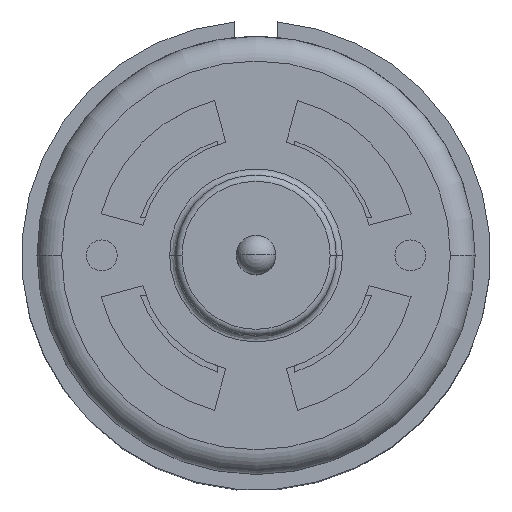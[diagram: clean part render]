
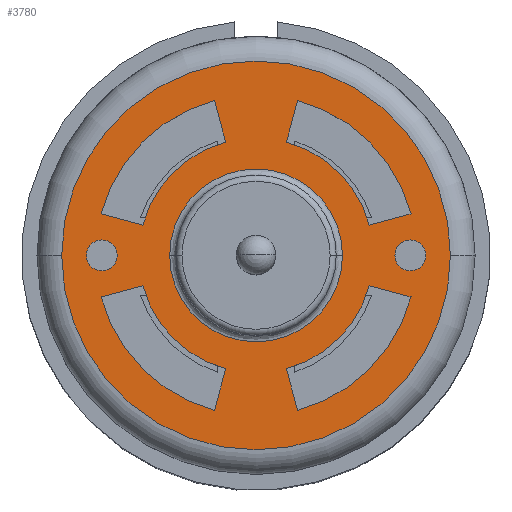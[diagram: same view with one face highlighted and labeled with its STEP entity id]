
A CAD part, top view. The second image highlights one B-rep face of the part: STEP entity #3780.
In plain terms, the highlighted planar face has unit normal (0, 0, 1).
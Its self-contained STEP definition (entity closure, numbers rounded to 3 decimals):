
#49=CARTESIAN_POINT('',(-15.75,0.,28.625));
#50=VERTEX_POINT('',#49);
#60=CARTESIAN_POINT('',(15.75,0.,28.625));
#61=VERTEX_POINT('',#60);
#62=CARTESIAN_POINT('',(0.0,0.0,28.625));
#63=DIRECTION('',(0.0,0.0,-1.0));
#64=DIRECTION('',(-1.0,0.0,0.0));
#65=AXIS2_PLACEMENT_3D('',#62,#63,#64);
#66=CIRCLE('',#65,15.75);
#67=EDGE_CURVE('',#50,#61,#66,.T.);
#229=CARTESIAN_POINT('',(7.,0.,28.625));
#230=VERTEX_POINT('',#229);
#247=CARTESIAN_POINT('',(-7.,0.,28.625));
#248=VERTEX_POINT('',#247);
#256=CARTESIAN_POINT('',(0.0,0.0,28.625));
#257=DIRECTION('',(0.0,0.0,1.0));
#258=DIRECTION('',(-1.0,0.0,0.0));
#259=AXIS2_PLACEMENT_3D('',#256,#257,#258);
#260=CIRCLE('',#259,7.);
#261=EDGE_CURVE('',#248,#230,#260,.T.);
#430=CARTESIAN_POINT('',(13.75,0.0,28.625));
#431=VERTEX_POINT('',#430);
#447=CARTESIAN_POINT('',(11.25,0.,28.625));
#448=VERTEX_POINT('',#447);
#455=CARTESIAN_POINT('',(12.5,0.0,28.625));
#456=DIRECTION('',(0.0,0.0,-1.0));
#457=DIRECTION('',(1.0,0.0,0.0));
#458=AXIS2_PLACEMENT_3D('',#455,#456,#457);
#459=CIRCLE('',#458,1.25);
#460=EDGE_CURVE('',#431,#448,#459,.T.);
#472=CARTESIAN_POINT('',(-13.75,0.0,28.625));
#473=VERTEX_POINT('',#472);
#489=CARTESIAN_POINT('',(-11.25,0.,28.625));
#490=VERTEX_POINT('',#489);
#497=CARTESIAN_POINT('',(-12.5,0.0,28.625));
#498=DIRECTION('',(0.0,0.0,-1.0));
#499=DIRECTION('',(-1.0,0.0,0.0));
#500=AXIS2_PLACEMENT_3D('',#497,#498,#499);
#501=CIRCLE('',#500,1.25);
#502=EDGE_CURVE('',#473,#490,#501,.T.);
#3019=CARTESIAN_POINT('',(2.459,-9.176,28.625));
#3020=VERTEX_POINT('',#3019);
#3027=CARTESIAN_POINT('',(3.365,-12.557,28.625));
#3028=VERTEX_POINT('',#3027);
#3029=CARTESIAN_POINT('',(3.365,-12.557,28.625));
#3030=DIRECTION('',(-0.259,0.966,0.0));
#3031=VECTOR('',#3030,3.5);
#3032=LINE('',#3029,#3031);
#3033=EDGE_CURVE('',#3028,#3020,#3032,.T.);
#3059=CARTESIAN_POINT('',(12.557,-3.365,28.625));
#3060=VERTEX_POINT('',#3059);
#3061=CARTESIAN_POINT('',(0.0,0.0,28.625));
#3062=DIRECTION('',(0.0,0.0,-1.0));
#3063=DIRECTION('',(-0.259,0.966,0.0));
#3064=AXIS2_PLACEMENT_3D('',#3061,#3062,#3063);
#3065=CIRCLE('',#3064,13.);
#3066=EDGE_CURVE('',#3060,#3028,#3065,.T.);
#3091=CARTESIAN_POINT('',(9.176,-2.459,28.625));
#3092=VERTEX_POINT('',#3091);
#3093=CARTESIAN_POINT('',(9.176,-2.459,28.625));
#3094=DIRECTION('',(0.966,-0.259,0.0));
#3095=VECTOR('',#3094,3.5);
#3096=LINE('',#3093,#3095);
#3097=EDGE_CURVE('',#3092,#3060,#3096,.T.);
#3121=CARTESIAN_POINT('',(0.0,0.0,28.625));
#3122=DIRECTION('',(0.0,0.0,1.));
#3123=DIRECTION('',(0.259,-0.966,0.0));
#3124=AXIS2_PLACEMENT_3D('',#3121,#3122,#3123);
#3125=CIRCLE('',#3124,9.5);
#3126=EDGE_CURVE('',#3020,#3092,#3125,.T.);
#3147=CARTESIAN_POINT('',(-9.176,-2.459,28.625));
#3148=VERTEX_POINT('',#3147);
#3155=CARTESIAN_POINT('',(-12.557,-3.365,28.625));
#3156=VERTEX_POINT('',#3155);
#3157=CARTESIAN_POINT('',(-12.557,-3.365,28.625));
#3158=DIRECTION('',(0.966,0.259,0.0));
#3159=VECTOR('',#3158,3.5);
#3160=LINE('',#3157,#3159);
#3161=EDGE_CURVE('',#3156,#3148,#3160,.T.);
#3187=CARTESIAN_POINT('',(-3.365,-12.557,28.625));
#3188=VERTEX_POINT('',#3187);
#3189=CARTESIAN_POINT('',(0.0,0.0,28.625));
#3190=DIRECTION('',(0.0,0.0,-1.0));
#3191=DIRECTION('',(0.966,0.259,0.0));
#3192=AXIS2_PLACEMENT_3D('',#3189,#3190,#3191);
#3193=CIRCLE('',#3192,13.);
#3194=EDGE_CURVE('',#3188,#3156,#3193,.T.);
#3219=CARTESIAN_POINT('',(-2.459,-9.176,28.625));
#3220=VERTEX_POINT('',#3219);
#3221=CARTESIAN_POINT('',(-2.459,-9.176,28.625));
#3222=DIRECTION('',(-0.259,-0.966,0.0));
#3223=VECTOR('',#3222,3.5);
#3224=LINE('',#3221,#3223);
#3225=EDGE_CURVE('',#3220,#3188,#3224,.T.);
#3249=CARTESIAN_POINT('',(0.0,0.0,28.625));
#3250=DIRECTION('',(0.0,0.0,1.));
#3251=DIRECTION('',(-0.966,-0.259,0.0));
#3252=AXIS2_PLACEMENT_3D('',#3249,#3250,#3251);
#3253=CIRCLE('',#3252,9.5);
#3254=EDGE_CURVE('',#3148,#3220,#3253,.T.);
#3275=CARTESIAN_POINT('',(-2.459,9.176,28.625));
#3276=VERTEX_POINT('',#3275);
#3283=CARTESIAN_POINT('',(-3.365,12.557,28.625));
#3284=VERTEX_POINT('',#3283);
#3285=CARTESIAN_POINT('',(-3.365,12.557,28.625));
#3286=DIRECTION('',(0.259,-0.966,0.0));
#3287=VECTOR('',#3286,3.5);
#3288=LINE('',#3285,#3287);
#3289=EDGE_CURVE('',#3284,#3276,#3288,.T.);
#3315=CARTESIAN_POINT('',(-12.557,3.365,28.625));
#3316=VERTEX_POINT('',#3315);
#3317=CARTESIAN_POINT('',(0.0,0.0,28.625));
#3318=DIRECTION('',(0.0,0.0,-1.0));
#3319=DIRECTION('',(0.259,-0.966,0.0));
#3320=AXIS2_PLACEMENT_3D('',#3317,#3318,#3319);
#3321=CIRCLE('',#3320,13.);
#3322=EDGE_CURVE('',#3316,#3284,#3321,.T.);
#3347=CARTESIAN_POINT('',(-9.176,2.459,28.625));
#3348=VERTEX_POINT('',#3347);
#3349=CARTESIAN_POINT('',(-9.176,2.459,28.625));
#3350=DIRECTION('',(-0.966,0.259,0.0));
#3351=VECTOR('',#3350,3.5);
#3352=LINE('',#3349,#3351);
#3353=EDGE_CURVE('',#3348,#3316,#3352,.T.);
#3377=CARTESIAN_POINT('',(0.0,0.0,28.625));
#3378=DIRECTION('',(0.0,0.0,1.));
#3379=DIRECTION('',(-0.259,0.966,0.0));
#3380=AXIS2_PLACEMENT_3D('',#3377,#3378,#3379);
#3381=CIRCLE('',#3380,9.5);
#3382=EDGE_CURVE('',#3276,#3348,#3381,.T.);
#3403=CARTESIAN_POINT('',(9.176,2.459,28.625));
#3404=VERTEX_POINT('',#3403);
#3411=CARTESIAN_POINT('',(12.557,3.365,28.625));
#3412=VERTEX_POINT('',#3411);
#3413=CARTESIAN_POINT('',(12.557,3.365,28.625));
#3414=DIRECTION('',(-0.966,-0.259,0.0));
#3415=VECTOR('',#3414,3.5);
#3416=LINE('',#3413,#3415);
#3417=EDGE_CURVE('',#3412,#3404,#3416,.T.);
#3443=CARTESIAN_POINT('',(3.365,12.557,28.625));
#3444=VERTEX_POINT('',#3443);
#3445=CARTESIAN_POINT('',(0.0,0.0,28.625));
#3446=DIRECTION('',(0.0,0.0,-1.0));
#3447=DIRECTION('',(-0.966,-0.259,0.0));
#3448=AXIS2_PLACEMENT_3D('',#3445,#3446,#3447);
#3449=CIRCLE('',#3448,13.);
#3450=EDGE_CURVE('',#3444,#3412,#3449,.T.);
#3475=CARTESIAN_POINT('',(2.459,9.176,28.625));
#3476=VERTEX_POINT('',#3475);
#3477=CARTESIAN_POINT('',(2.459,9.176,28.625));
#3478=DIRECTION('',(0.259,0.966,0.0));
#3479=VECTOR('',#3478,3.5);
#3480=LINE('',#3477,#3479);
#3481=EDGE_CURVE('',#3476,#3444,#3480,.T.);
#3505=CARTESIAN_POINT('',(0.0,0.0,28.625));
#3506=DIRECTION('',(0.0,0.0,1.));
#3507=DIRECTION('',(0.966,0.259,0.0));
#3508=AXIS2_PLACEMENT_3D('',#3505,#3506,#3507);
#3509=CIRCLE('',#3508,9.5);
#3510=EDGE_CURVE('',#3404,#3476,#3509,.T.);
#3522=CARTESIAN_POINT('',(-12.5,0.0,28.625));
#3523=DIRECTION('',(0.0,0.0,-1.0));
#3524=DIRECTION('',(-1.0,0.0,0.0));
#3525=AXIS2_PLACEMENT_3D('',#3522,#3523,#3524);
#3526=CIRCLE('',#3525,1.25);
#3527=EDGE_CURVE('',#490,#473,#3526,.T.);
#3567=CARTESIAN_POINT('',(12.5,0.0,28.625));
#3568=DIRECTION('',(0.0,0.0,-1.0));
#3569=DIRECTION('',(1.0,0.0,0.0));
#3570=AXIS2_PLACEMENT_3D('',#3567,#3568,#3569);
#3571=CIRCLE('',#3570,1.25);
#3572=EDGE_CURVE('',#448,#431,#3571,.T.);
#3717=CARTESIAN_POINT('',(0.0,0.0,28.625));
#3718=DIRECTION('',(0.0,0.0,1.0));
#3719=DIRECTION('',(-1.0,0.0,0.0));
#3720=AXIS2_PLACEMENT_3D('',#3717,#3718,#3719);
#3721=CIRCLE('',#3720,7.);
#3722=EDGE_CURVE('',#230,#248,#3721,.T.);
#3729=CARTESIAN_POINT('',(0.0,0.0,28.625));
#3730=DIRECTION('',(0.0,0.0,-1.0));
#3731=DIRECTION('',(-1.0,0.0,0.0));
#3732=AXIS2_PLACEMENT_3D('',#3729,#3730,#3731);
#3733=PLANE('',#3732);
#3734=CARTESIAN_POINT('',(0.0,0.0,28.625));
#3735=DIRECTION('',(0.0,0.0,-1.0));
#3736=DIRECTION('',(-1.0,0.0,0.0));
#3737=AXIS2_PLACEMENT_3D('',#3734,#3735,#3736);
#3738=CIRCLE('',#3737,15.75);
#3739=EDGE_CURVE('',#61,#50,#3738,.T.);
#3740=ORIENTED_EDGE('',*,*,#3739,.F.);
#3741=ORIENTED_EDGE('',*,*,#67,.F.);
#3742=EDGE_LOOP('',(#3740,#3741));
#3743=FACE_OUTER_BOUND('',#3742,.T.);
#3744=ORIENTED_EDGE('',*,*,#3097,.T.);
#3745=ORIENTED_EDGE('',*,*,#3066,.T.);
#3746=ORIENTED_EDGE('',*,*,#3033,.T.);
#3747=ORIENTED_EDGE('',*,*,#3126,.T.);
#3748=EDGE_LOOP('',(#3744,#3745,#3746,#3747));
#3749=FACE_BOUND('',#3748,.T.);
#3750=ORIENTED_EDGE('',*,*,#3225,.T.);
#3751=ORIENTED_EDGE('',*,*,#3194,.T.);
#3752=ORIENTED_EDGE('',*,*,#3161,.T.);
#3753=ORIENTED_EDGE('',*,*,#3254,.T.);
#3754=EDGE_LOOP('',(#3750,#3751,#3752,#3753));
#3755=FACE_BOUND('',#3754,.T.);
#3756=ORIENTED_EDGE('',*,*,#3353,.T.);
#3757=ORIENTED_EDGE('',*,*,#3322,.T.);
#3758=ORIENTED_EDGE('',*,*,#3289,.T.);
#3759=ORIENTED_EDGE('',*,*,#3382,.T.);
#3760=EDGE_LOOP('',(#3756,#3757,#3758,#3759));
#3761=FACE_BOUND('',#3760,.T.);
#3762=ORIENTED_EDGE('',*,*,#3481,.T.);
#3763=ORIENTED_EDGE('',*,*,#3450,.T.);
#3764=ORIENTED_EDGE('',*,*,#3417,.T.);
#3765=ORIENTED_EDGE('',*,*,#3510,.T.);
#3766=EDGE_LOOP('',(#3762,#3763,#3764,#3765));
#3767=FACE_BOUND('',#3766,.T.);
#3768=ORIENTED_EDGE('',*,*,#502,.T.);
#3769=ORIENTED_EDGE('',*,*,#3527,.T.);
#3770=EDGE_LOOP('',(#3768,#3769));
#3771=FACE_BOUND('',#3770,.T.);
#3772=ORIENTED_EDGE('',*,*,#460,.T.);
#3773=ORIENTED_EDGE('',*,*,#3572,.T.);
#3774=EDGE_LOOP('',(#3772,#3773));
#3775=FACE_BOUND('',#3774,.T.);
#3776=ORIENTED_EDGE('',*,*,#3722,.F.);
#3777=ORIENTED_EDGE('',*,*,#261,.F.);
#3778=EDGE_LOOP('',(#3776,#3777));
#3779=FACE_BOUND('',#3778,.T.);
#3780=ADVANCED_FACE('',(#3743,#3749,#3755,#3761,#3767,#3771,#3775,#3779),#3733,.F.);
